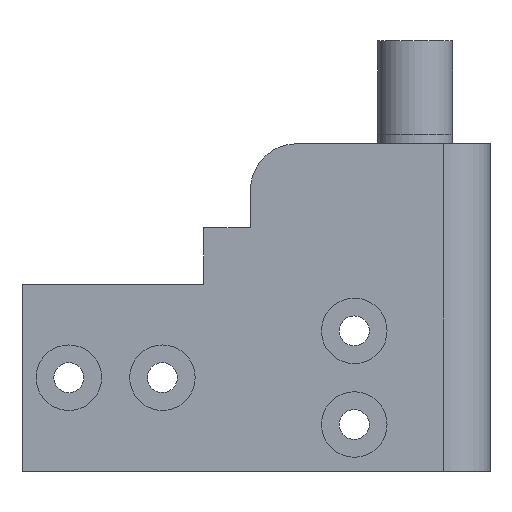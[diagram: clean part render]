
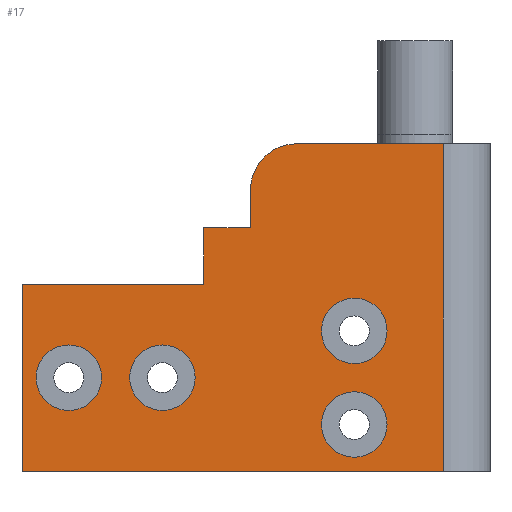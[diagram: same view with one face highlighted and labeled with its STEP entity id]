
A CAD part, left-side view. The second image highlights one B-rep face of the part: STEP entity #17.
In plain terms, the highlighted planar face has unit normal (-1, 0, 0).
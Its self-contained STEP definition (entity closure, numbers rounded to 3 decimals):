
#17 = ADVANCED_FACE('',(#18,#93,#104,#115,#126),#137,.T.);
#18 = FACE_BOUND('',#19,.T.);
#19 = EDGE_LOOP('',(#20,#30,#39,#47,#55,#63,#71,#79,#87));
#20 = ORIENTED_EDGE('',*,*,#21,.T.);
#21 = EDGE_CURVE('',#22,#24,#26,.T.);
#22 = VERTEX_POINT('',#23);
#23 = CARTESIAN_POINT('',(-14.5,-9.5,35.));
#24 = VERTEX_POINT('',#25);
#25 = CARTESIAN_POINT('',(-14.5,6.1,35.));
#26 = LINE('',#27,#28);
#27 = CARTESIAN_POINT('',(-14.5,-14.5,35.));
#28 = VECTOR('',#29,1.);
#29 = DIRECTION('',(0.,1.,0.));
#30 = ORIENTED_EDGE('',*,*,#31,.T.);
#31 = EDGE_CURVE('',#24,#32,#34,.T.);
#32 = VERTEX_POINT('',#33);
#33 = CARTESIAN_POINT('',(-14.5,11.1,30.));
#34 = CIRCLE('',#35,5.);
#35 = AXIS2_PLACEMENT_3D('',#36,#37,#38);
#36 = CARTESIAN_POINT('',(-14.5,6.1,30.));
#37 = DIRECTION('',(-1.,0.,0.));
#38 = DIRECTION('',(0.,0.,-1.));
#39 = ORIENTED_EDGE('',*,*,#40,.T.);
#40 = EDGE_CURVE('',#32,#41,#43,.T.);
#41 = VERTEX_POINT('',#42);
#42 = CARTESIAN_POINT('',(-14.5,11.1,26.));
#43 = LINE('',#44,#45);
#44 = CARTESIAN_POINT('',(-14.5,11.1,35.));
#45 = VECTOR('',#46,1.);
#46 = DIRECTION('',(-0.,-0.,-1.));
#47 = ORIENTED_EDGE('',*,*,#48,.T.);
#48 = EDGE_CURVE('',#41,#49,#51,.T.);
#49 = VERTEX_POINT('',#50);
#50 = CARTESIAN_POINT('',(-14.5,16.1,26.));
#51 = LINE('',#52,#53);
#52 = CARTESIAN_POINT('',(-14.5,11.1,26.));
#53 = VECTOR('',#54,1.);
#54 = DIRECTION('',(0.,1.,0.));
#55 = ORIENTED_EDGE('',*,*,#56,.F.);
#56 = EDGE_CURVE('',#57,#49,#59,.T.);
#57 = VERTEX_POINT('',#58);
#58 = CARTESIAN_POINT('',(-14.5,16.1,20.));
#59 = LINE('',#60,#61);
#60 = CARTESIAN_POINT('',(-14.5,16.1,20.));
#61 = VECTOR('',#62,1.);
#62 = DIRECTION('',(0.,0.,1.));
#63 = ORIENTED_EDGE('',*,*,#64,.T.);
#64 = EDGE_CURVE('',#57,#65,#67,.T.);
#65 = VERTEX_POINT('',#66);
#66 = CARTESIAN_POINT('',(-14.5,35.5,20.));
#67 = LINE('',#68,#69);
#68 = CARTESIAN_POINT('',(-14.5,-14.5,20.));
#69 = VECTOR('',#70,1.);
#70 = DIRECTION('',(0.,1.,0.));
#71 = ORIENTED_EDGE('',*,*,#72,.F.);
#72 = EDGE_CURVE('',#73,#65,#75,.T.);
#73 = VERTEX_POINT('',#74);
#74 = CARTESIAN_POINT('',(-14.5,35.5,0.));
#75 = LINE('',#76,#77);
#76 = CARTESIAN_POINT('',(-14.5,35.5,0.));
#77 = VECTOR('',#78,1.);
#78 = DIRECTION('',(0.,0.,1.));
#79 = ORIENTED_EDGE('',*,*,#80,.F.);
#80 = EDGE_CURVE('',#81,#73,#83,.T.);
#81 = VERTEX_POINT('',#82);
#82 = CARTESIAN_POINT('',(-14.5,-9.5,0.));
#83 = LINE('',#84,#85);
#84 = CARTESIAN_POINT('',(-14.5,-14.5,0.));
#85 = VECTOR('',#86,1.);
#86 = DIRECTION('',(0.,1.,0.));
#87 = ORIENTED_EDGE('',*,*,#88,.T.);
#88 = EDGE_CURVE('',#81,#22,#89,.T.);
#89 = LINE('',#90,#91);
#90 = CARTESIAN_POINT('',(-14.5,-9.5,0.));
#91 = VECTOR('',#92,1.);
#92 = DIRECTION('',(0.,0.,1.));
#93 = FACE_BOUND('',#94,.T.);
#94 = EDGE_LOOP('',(#95));
#95 = ORIENTED_EDGE('',*,*,#96,.F.);
#96 = EDGE_CURVE('',#97,#97,#99,.T.);
#97 = VERTEX_POINT('',#98);
#98 = CARTESIAN_POINT('',(-14.5,30.5,13.5));
#99 = CIRCLE('',#100,3.5);
#100 = AXIS2_PLACEMENT_3D('',#101,#102,#103);
#101 = CARTESIAN_POINT('',(-14.5,30.5,10.));
#102 = DIRECTION('',(-1.,0.,0.));
#103 = DIRECTION('',(0.,0.,1.));
#104 = FACE_BOUND('',#105,.T.);
#105 = EDGE_LOOP('',(#106));
#106 = ORIENTED_EDGE('',*,*,#107,.F.);
#107 = EDGE_CURVE('',#108,#108,#110,.T.);
#108 = VERTEX_POINT('',#109);
#109 = CARTESIAN_POINT('',(-14.5,20.5,13.5));
#110 = CIRCLE('',#111,3.5);
#111 = AXIS2_PLACEMENT_3D('',#112,#113,#114);
#112 = CARTESIAN_POINT('',(-14.5,20.5,10.));
#113 = DIRECTION('',(-1.,0.,0.));
#114 = DIRECTION('',(0.,0.,1.));
#115 = FACE_BOUND('',#116,.T.);
#116 = EDGE_LOOP('',(#117));
#117 = ORIENTED_EDGE('',*,*,#118,.F.);
#118 = EDGE_CURVE('',#119,#119,#121,.T.);
#119 = VERTEX_POINT('',#120);
#120 = CARTESIAN_POINT('',(-14.5,0.,18.5));
#121 = CIRCLE('',#122,3.5);
#122 = AXIS2_PLACEMENT_3D('',#123,#124,#125);
#123 = CARTESIAN_POINT('',(-14.5,0.,15.));
#124 = DIRECTION('',(-1.,0.,0.));
#125 = DIRECTION('',(0.,0.,1.));
#126 = FACE_BOUND('',#127,.T.);
#127 = EDGE_LOOP('',(#128));
#128 = ORIENTED_EDGE('',*,*,#129,.F.);
#129 = EDGE_CURVE('',#130,#130,#132,.T.);
#130 = VERTEX_POINT('',#131);
#131 = CARTESIAN_POINT('',(-14.5,0.,8.5));
#132 = CIRCLE('',#133,3.5);
#133 = AXIS2_PLACEMENT_3D('',#134,#135,#136);
#134 = CARTESIAN_POINT('',(-14.5,0.,5.));
#135 = DIRECTION('',(-1.,0.,0.));
#136 = DIRECTION('',(0.,0.,1.));
#137 = PLANE('',#138);
#138 = AXIS2_PLACEMENT_3D('',#139,#140,#141);
#139 = CARTESIAN_POINT('',(-14.5,8.524,15.524));
#140 = DIRECTION('',(-1.,-0.,-0.));
#141 = DIRECTION('',(0.,0.,-1.));
